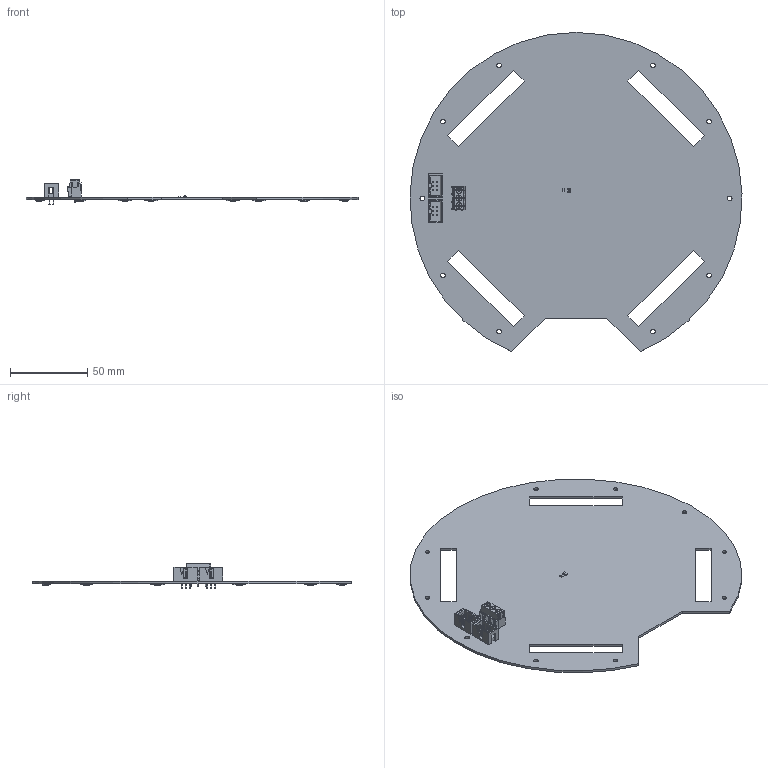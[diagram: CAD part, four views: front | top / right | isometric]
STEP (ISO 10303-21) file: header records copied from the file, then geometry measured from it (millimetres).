
FILE_DESCRIPTION(('KiCad electronic assembly'),'2;1');
FILE_NAME('Line PCB 2.4 3D Model','2023-07-06T11:21:41',('Pcbnew'),( 'Kicad'),'Open CASCADE STEP processor 7.6','KiCad to STEP converter' ,'Unknown');
FILE_SCHEMA(('AUTOMOTIVE_DESIGN { 1 0 10303 214 1 1 1 1 }'));
Length unit declared in the file: millimetre
Products named in the file (14): Line PCB 2 1; R_0805_2012Metric; SOLID; TerminalBlock_Phoenix_PT-1,5-3-5.0-H_1x03_P5.00mm_Horizontal; Box IDC header 2x3; NXV55UNR; COMPOUND; ALS-PT19-315C_L177_TR8; User Library-LED_2835_Samsung_SPMWH1228; Line 2.4 PCB
Assembly tree (60 placements, depth 3):
  Line PCB 2 1
    R_0805_2012Metric  x25
      SOLID
    TerminalBlock_Phoenix_PT-1,5-3-5.0-H_1x03_P5.00mm_Horizontal
      SOLID
    Box IDC header 2x3  x2
      SOLID
    NXV55UNR
      COMPOUND
    ALS-PT19-315C_L177_TR8  x12
      COMPOUND
    User Library-LED_2835_Samsung_SPMWH1228  x12
      COMPOUND
    Line 2.4 PCB
Bounding box: 214.92 x 206.62 x 15.81 mm (x, y, z)
Volume: 53577.6 mm3; surface area: 70891.6 mm2
Topology: 261 solids, 441 shells, 4369 faces, 10384 edges, 5787 vertices
Faces by surface type: plane 2263, cylinder 1438, sphere 368, bspline 132, cone 96, torus 72
Full cylindrical faces by diameter (mm): 0.89 x12, 1 x3, 1.52 x3, 2.2 x3, 3 x10, 3.8 x3, 4 x3
Entity records: 44739 total; most frequent: CARTESIAN_POINT 10210, DIRECTION 6188, LINE 4009, VECTOR 4009, ORIENTED_EDGE 3173, PCURVE 3173, DEFINITIONAL_REPRESENTATION 3173, EDGE_CURVE 1588
